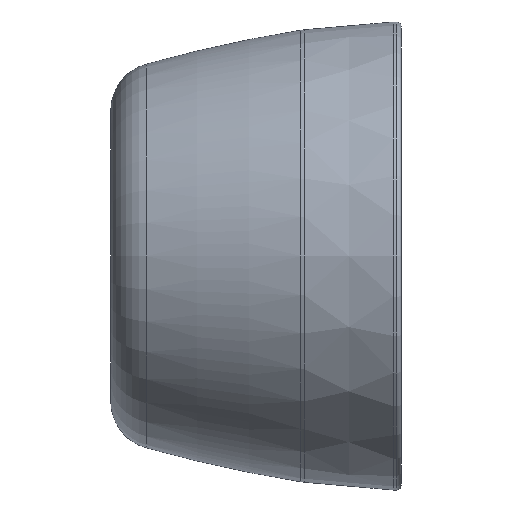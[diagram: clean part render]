
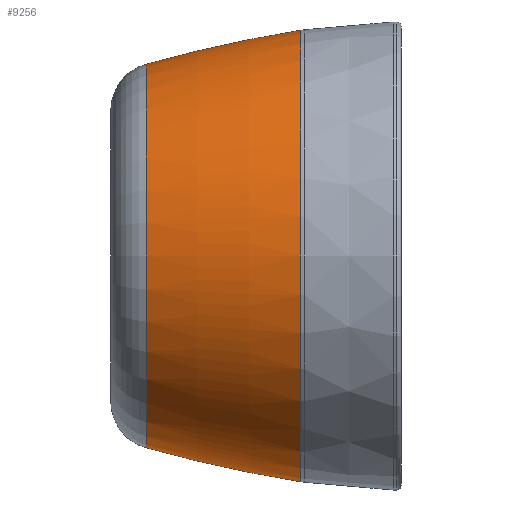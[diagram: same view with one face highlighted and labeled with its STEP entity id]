
A CAD part, left-side view. The second image highlights one B-rep face of the part: STEP entity #9256.
In plain terms, the highlighted toroidal (fillet/blend) face has major radius 74.841 mm and minor radius 90 mm.
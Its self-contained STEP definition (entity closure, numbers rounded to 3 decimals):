
#1545 = DIRECTION ( 'NONE',  ( 1., 0., 0. ) ) ;
#2350 = EDGE_CURVE ( 'NONE', #10305, #8902, #11191, .T. ) ;
#2563 = TOROIDAL_SURFACE ( 'NONE', #5751, -74.841, 90. ) ;
#2924 = CIRCLE ( 'NONE', #15501, 13.991 ) ;
#2954 = CARTESIAN_POINT ( 'NONE',  ( 0., 14.801, -11.891 ) ) ;
#3164 = EDGE_CURVE ( 'NONE', #15753, #8902, #4532, .T. ) ;
#4532 = CIRCLE ( 'NONE', #14407, 90. ) ;
#4606 = CARTESIAN_POINT ( 'NONE',  ( 0., -9.232, -74.841 ) ) ;
#5751 = AXIS2_PLACEMENT_3D ( 'NONE', #15288, #12988, #15335 ) ;
#6418 = DIRECTION ( 'NONE',  ( 0., 1., 0. ) ) ;
#6633 = CARTESIAN_POINT ( 'NONE',  ( 0., 5.22, 0. ) ) ;
#7727 = ORIENTED_EDGE ( 'NONE', *, *, #12323, .F. ) ;
#7861 = VERTEX_POINT ( 'NONE', #12075 ) ;
#7884 = DIRECTION ( 'NONE',  ( 0., 0., 1. ) ) ;
#7933 = CARTESIAN_POINT ( 'NONE',  ( 0., 14.801, 11.891 ) ) ;
#8018 = ORIENTED_EDGE ( 'NONE', *, *, #10260, .T. ) ;
#8048 = ORIENTED_EDGE ( 'NONE', *, *, #3164, .T. ) ;
#8226 = ORIENTED_EDGE ( 'NONE', *, *, #2350, .F. ) ;
#8902 = VERTEX_POINT ( 'NONE', #7933 ) ;
#8925 = CARTESIAN_POINT ( 'NONE',  ( 0., -9.232, 74.841 ) ) ;
#9256 = ADVANCED_FACE ( 'NONE', ( #15227 ), #2563, .T. ) ;
#9369 = EDGE_LOOP ( 'NONE', ( #7727, #8018, #8048, #8226 ) ) ;
#10171 = DIRECTION ( 'NONE',  ( -1., 0., 0. ) ) ;
#10189 = DIRECTION ( 'NONE',  ( 0., 0., -1. ) ) ;
#10260 = EDGE_CURVE ( 'NONE', #7861, #15753, #2924, .T. ) ;
#10305 = VERTEX_POINT ( 'NONE', #2954 ) ;
#11191 = CIRCLE ( 'NONE', #13217, 11.891 ) ;
#11817 = CARTESIAN_POINT ( 'NONE',  ( 0., 14.801, 0. ) ) ;
#12075 = CARTESIAN_POINT ( 'NONE',  ( 0., 5.22, -13.991 ) ) ;
#12323 = EDGE_CURVE ( 'NONE', #7861, #10305, #12408, .T. ) ;
#12363 = CARTESIAN_POINT ( 'NONE',  ( 0., 5.22, 13.991 ) ) ;
#12408 = CIRCLE ( 'NONE', #14762, 90. ) ;
#12685 = DIRECTION ( 'NONE',  ( 0., 0., 1. ) ) ;
#12726 = DIRECTION ( 'NONE',  ( 0., 0., 1. ) ) ;
#12988 = DIRECTION ( 'NONE',  ( 0., 1., 0. ) ) ;
#13217 = AXIS2_PLACEMENT_3D ( 'NONE', #11817, #6418, #12685 ) ;
#14407 = AXIS2_PLACEMENT_3D ( 'NONE', #4606, #10171, #12726 ) ;
#14762 = AXIS2_PLACEMENT_3D ( 'NONE', #8925, #1545, #10189 ) ;
#15195 = DIRECTION ( 'NONE',  ( 0., 1., 0. ) ) ;
#15227 = FACE_OUTER_BOUND ( 'NONE', #9369, .T. ) ;
#15288 = CARTESIAN_POINT ( 'NONE',  ( 0., -9.232, 0. ) ) ;
#15335 = DIRECTION ( 'NONE',  ( 0., 0., 1. ) ) ;
#15501 = AXIS2_PLACEMENT_3D ( 'NONE', #6633, #15195, #7884 ) ;
#15753 = VERTEX_POINT ( 'NONE', #12363 ) ;
